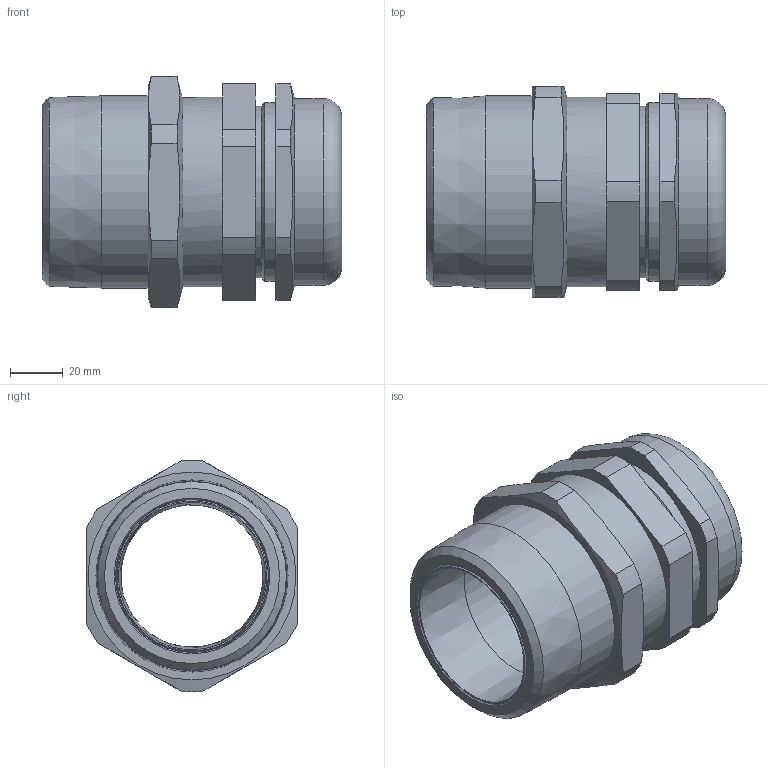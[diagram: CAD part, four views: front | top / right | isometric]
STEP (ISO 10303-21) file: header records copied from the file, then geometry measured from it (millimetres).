
FILE_DESCRIPTION (( 'STEP AP203' ), '1' );
FILE_NAME ('63PXSS2K1RA037.STEP', '2020-02-04T13:08:10', ( '' ), ( '' ), 'SwSTEP 2.0', 'SolidWorks 2017', '' );
FILE_SCHEMA (( 'CONFIG_CONTROL_DESIGN' ));
Length unit declared in the file: millimetre
Products named in the file (1): 63PXSS2K1RA037
Bounding box: 113.85 x 80 x 87.98 mm (x, y, z)
Surface area: 69446.6 mm2 (no closed solid volume)
Topology: 0 solids, 11 shells, 83 faces, 356 edges, 285 vertices
Faces by surface type: plane 32, cylinder 31, cone 12, bspline 7, torus 1
Full cylindrical faces by diameter (mm): 54.1 x1, 56 x1, 56.1 x1, 56.5 x2, 58.15 x1, 58.5 x1, 65.3 x1, 66.2 x1, 68 x1, 71 x1, 72 x1, 73.03 x1
Entity records: 5350 total; most frequent: CARTESIAN_POINT 2712, ORIENTED_EDGE 466, DIRECTION 438, EDGE_CURVE 323, VERTEX_POINT 278, AXIS2_PLACEMENT_3D 153, EDGE_LOOP 134, VECTOR 132
